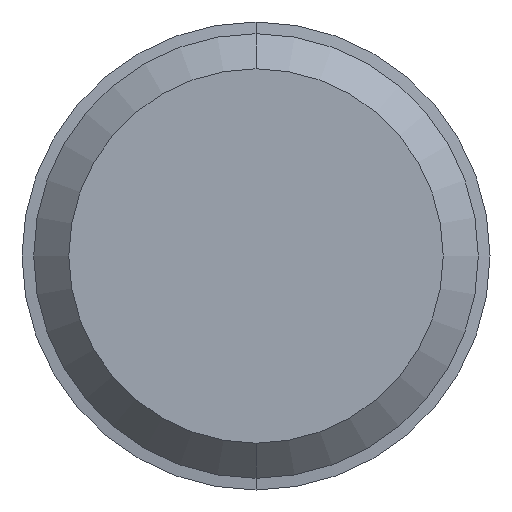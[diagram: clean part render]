
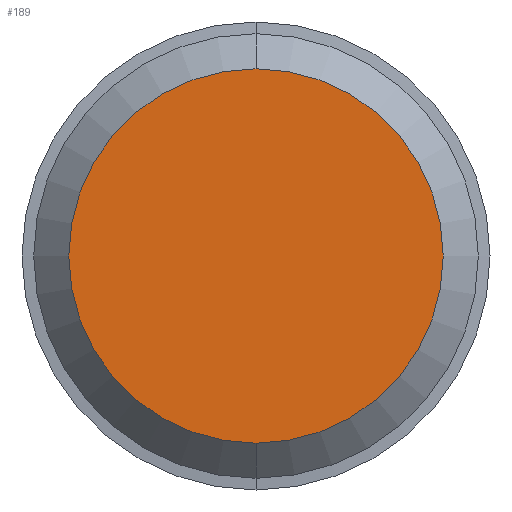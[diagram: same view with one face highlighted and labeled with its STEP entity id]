
A CAD part, front view. The second image highlights one B-rep face of the part: STEP entity #189.
In plain terms, the highlighted planar face has unit normal (0, -1, 0).
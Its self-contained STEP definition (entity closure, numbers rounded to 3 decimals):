
#8 = AXIS2_PLACEMENT_3D ( 'NONE', #24, #286, #66 ) ;
#19 = AXIS2_PLACEMENT_3D ( 'NONE', #169, #175, #127 ) ;
#24 = CARTESIAN_POINT ( 'NONE',  ( 0., 0., 0. ) ) ;
#58 = DIRECTION ( 'NONE',  ( 0., -1., 0. ) ) ;
#66 = DIRECTION ( 'NONE',  ( 0., 0., 1. ) ) ;
#77 = FACE_OUTER_BOUND ( 'NONE', #212, .T. ) ;
#119 = ORIENTED_EDGE ( 'NONE', *, *, #207, .F. ) ;
#127 = DIRECTION ( 'NONE',  ( 0., 0., 1. ) ) ;
#162 = CARTESIAN_POINT ( 'NONE',  ( 0., 0., -16. ) ) ;
#169 = CARTESIAN_POINT ( 'NONE',  ( 0., 0., 0. ) ) ;
#175 = DIRECTION ( 'NONE',  ( 0., 1., 0. ) ) ;
#189 = ADVANCED_FACE ( 'NONE', ( #77 ), #232, .T. ) ;
#193 = CARTESIAN_POINT ( 'NONE',  ( 0., 0., 0. ) ) ;
#207 = EDGE_CURVE ( 'NONE', #257, #443, #311, .T. ) ;
#212 = EDGE_LOOP ( 'NONE', ( #119, #243 ) ) ;
#232 = PLANE ( 'NONE',  #414 ) ;
#243 = ORIENTED_EDGE ( 'NONE', *, *, #495, .F. ) ;
#257 = VERTEX_POINT ( 'NONE', #490 ) ;
#286 = DIRECTION ( 'NONE',  ( 0., 1., 0. ) ) ;
#311 = CIRCLE ( 'NONE', #19, 16. ) ;
#361 = CIRCLE ( 'NONE', #8, 16. ) ;
#414 = AXIS2_PLACEMENT_3D ( 'NONE', #193, #58, #427 ) ;
#427 = DIRECTION ( 'NONE',  ( 0., 0., -1. ) ) ;
#443 = VERTEX_POINT ( 'NONE', #162 ) ;
#490 = CARTESIAN_POINT ( 'NONE',  ( 0., 0., 16. ) ) ;
#495 = EDGE_CURVE ( 'NONE', #443, #257, #361, .T. ) ;
